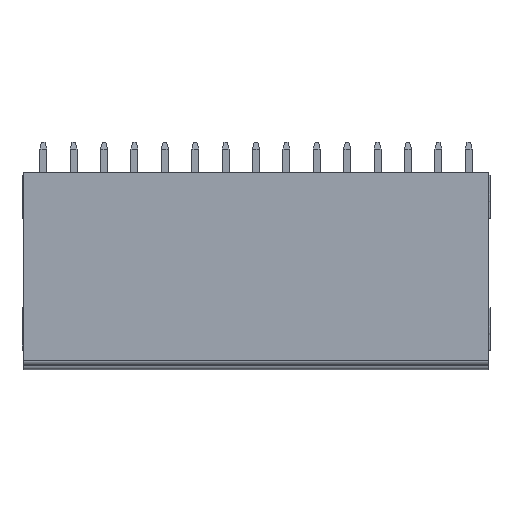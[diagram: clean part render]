
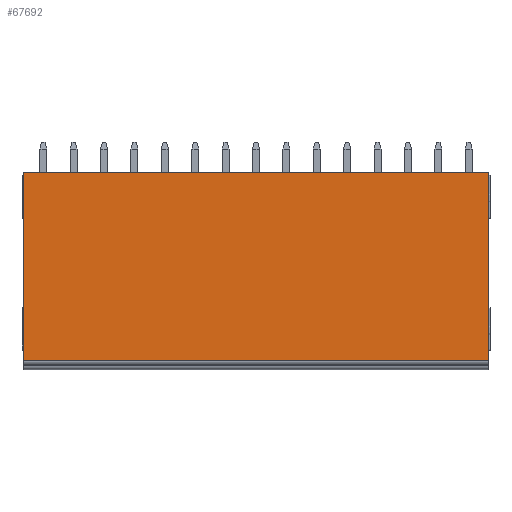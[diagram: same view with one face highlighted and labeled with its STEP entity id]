
A CAD part, top view. The second image highlights one B-rep face of the part: STEP entity #67692.
In plain terms, the highlighted planar face has unit normal (0, 0, 1).
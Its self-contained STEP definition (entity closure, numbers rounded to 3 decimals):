
#24197=DIRECTION('',(-1.,0.,0.));
#24198=VECTOR('',#24197,53.6);
#24199=CARTESIAN_POINT('',(-0.15,-10.3,9.2));
#24200=LINE('',#24199,#24198);
#24206=DIRECTION('',(0.,-1.,0.));
#24207=VECTOR('',#24206,21.7);
#24208=CARTESIAN_POINT('',(-53.75,11.4,9.2));
#24209=LINE('',#24208,#24207);
#24210=DIRECTION('',(-1.,0.,0.));
#24211=VECTOR('',#24210,53.6);
#24212=CARTESIAN_POINT('',(-0.15,11.4,9.2));
#24213=LINE('',#24212,#24211);
#24214=DIRECTION('',(0.,-1.,0.));
#24215=VECTOR('',#24214,21.7);
#24216=CARTESIAN_POINT('',(-0.15,11.4,9.2));
#24217=LINE('',#24216,#24215);
#30470=CARTESIAN_POINT('',(-0.15,11.4,9.2));
#30471=VERTEX_POINT('',#30470);
#30472=CARTESIAN_POINT('',(-0.15,-10.3,9.2));
#30473=VERTEX_POINT('',#30472);
#33800=CARTESIAN_POINT('',(-53.75,11.4,9.2));
#33801=VERTEX_POINT('',#33800);
#33802=CARTESIAN_POINT('',(-53.75,-10.3,9.2));
#33803=VERTEX_POINT('',#33802);
#67680=CARTESIAN_POINT('',(0.,11.4,9.2));
#67681=DIRECTION('',(0.,0.,1.));
#67682=DIRECTION('',(0.,-1.,0.));
#67683=AXIS2_PLACEMENT_3D('',#67680,#67681,#67682);
#67684=PLANE('',#67683);
#67685=ORIENTED_EDGE('',*,*,#50613,.F.);
#67687=ORIENTED_EDGE('',*,*,#67686,.F.);
#67688=ORIENTED_EDGE('',*,*,#67469,.T.);
#67689=ORIENTED_EDGE('',*,*,#67673,.T.);
#67690=EDGE_LOOP('',(#67685,#67687,#67688,#67689));
#67691=FACE_OUTER_BOUND('',#67690,.F.);
#67692=ADVANCED_FACE('',(#67691),#67684,.T.);
#50613=EDGE_CURVE('',#33801,#33803,#24209,.T.);
#67469=EDGE_CURVE('',#30471,#30473,#24217,.T.);
#67673=EDGE_CURVE('',#30473,#33803,#24200,.T.);
#67686=EDGE_CURVE('',#30471,#33801,#24213,.T.);
